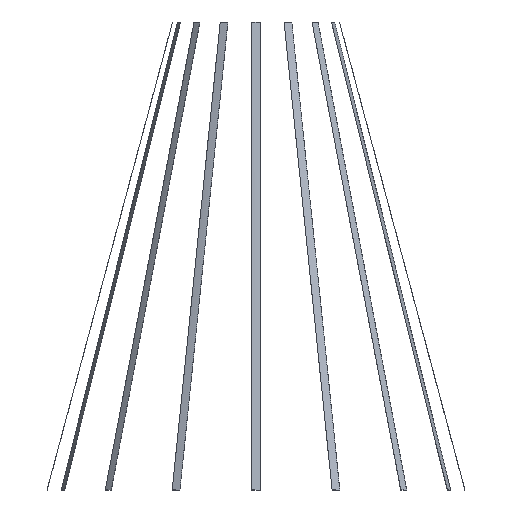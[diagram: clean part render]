
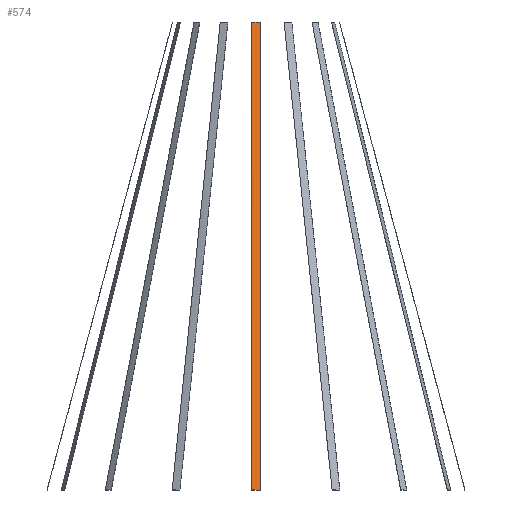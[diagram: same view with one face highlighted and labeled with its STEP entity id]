
A CAD part, left-side view. The second image highlights one B-rep face of the part: STEP entity #574.
In plain terms, the highlighted free-form (B-spline) face has degree [3, 3] with [4, 4] control points.
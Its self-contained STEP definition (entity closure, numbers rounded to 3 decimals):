
#520=CARTESIAN_POINT('Control Point',(-124.975,-2.5,0.)) ;
#521=CARTESIAN_POINT('Control Point',(-99.962,-2.5,93.333)) ;
#522=CARTESIAN_POINT('Control Point',(-74.95,-2.5,186.667)) ;
#523=CARTESIAN_POINT('Control Point',(-49.937,-2.5,280.)) ;
#524=CARTESIAN_POINT('Control Point',(-125.008,-0.834,0.)) ;
#525=CARTESIAN_POINT('Control Point',(-100.012,-0.834,93.333)) ;
#526=CARTESIAN_POINT('Control Point',(-75.017,-0.834,186.667)) ;
#527=CARTESIAN_POINT('Control Point',(-50.021,-0.835,280.)) ;
#528=CARTESIAN_POINT('Control Point',(-125.008,0.834,0.)) ;
#529=CARTESIAN_POINT('Control Point',(-100.012,0.834,93.333)) ;
#530=CARTESIAN_POINT('Control Point',(-75.017,0.834,186.667)) ;
#531=CARTESIAN_POINT('Control Point',(-50.021,0.835,280.)) ;
#532=CARTESIAN_POINT('Control Point',(-124.975,2.5,0.)) ;
#533=CARTESIAN_POINT('Control Point',(-99.962,2.5,93.333)) ;
#534=CARTESIAN_POINT('Control Point',(-74.95,2.5,186.667)) ;
#535=CARTESIAN_POINT('Control Point',(-49.937,2.5,280.)) ;
#537=CARTESIAN_POINT('Control Point',(-124.975,-2.5,0.)) ;
#538=CARTESIAN_POINT('Control Point',(-99.962,-2.5,93.333)) ;
#539=CARTESIAN_POINT('Control Point',(-74.95,-2.5,186.667)) ;
#540=CARTESIAN_POINT('Control Point',(-49.937,-2.5,280.)) ;
#541=CARTESIAN_POINT('Vertex',(-49.937,-2.5,280.)) ;
#543=CARTESIAN_POINT('Vertex',(-124.975,-2.5,0.)) ;
#547=CARTESIAN_POINT('Control Point',(-49.937,-2.5,280.)) ;
#548=CARTESIAN_POINT('Control Point',(-50.021,-0.835,280.)) ;
#549=CARTESIAN_POINT('Control Point',(-50.021,0.835,280.)) ;
#550=CARTESIAN_POINT('Control Point',(-49.937,2.5,280.)) ;
#551=CARTESIAN_POINT('Vertex',(-49.937,2.5,280.)) ;
#555=CARTESIAN_POINT('Control Point',(-124.975,2.5,0.)) ;
#556=CARTESIAN_POINT('Control Point',(-99.962,2.5,93.333)) ;
#557=CARTESIAN_POINT('Control Point',(-74.95,2.5,186.667)) ;
#558=CARTESIAN_POINT('Control Point',(-49.937,2.5,280.)) ;
#559=CARTESIAN_POINT('Vertex',(-124.975,2.5,0.)) ;
#563=CARTESIAN_POINT('Control Point',(-124.975,-2.5,0.)) ;
#564=CARTESIAN_POINT('Control Point',(-125.008,-0.834,0.)) ;
#565=CARTESIAN_POINT('Control Point',(-125.008,0.834,0.)) ;
#566=CARTESIAN_POINT('Control Point',(-124.975,2.5,0.)) ;
#569=ORIENTED_EDGE('',*,*,#545,.F.) ;
#570=ORIENTED_EDGE('',*,*,#553,.F.) ;
#571=ORIENTED_EDGE('',*,*,#561,.F.) ;
#572=ORIENTED_EDGE('',*,*,#567,.F.) ;
#574=ADVANCED_FACE('CircPattern.9',(#573),#519,.F.) ;
#536=B_SPLINE_CURVE_WITH_KNOTS('',3,(#537,#538,#539,#540),.UNSPECIFIED.,.F.,.U.,(4,4),(0.,289.874),.UNSPECIFIED.) ;
#546=B_SPLINE_CURVE_WITH_KNOTS('',3,(#547,#548,#549,#550),.UNSPECIFIED.,.F.,.U.,(4,4),(0.,5.002),.UNSPECIFIED.) ;
#554=B_SPLINE_CURVE_WITH_KNOTS('',3,(#555,#556,#557,#558),.UNSPECIFIED.,.F.,.U.,(4,4),(0.,289.874),.UNSPECIFIED.) ;
#562=B_SPLINE_CURVE_WITH_KNOTS('',3,(#563,#564,#565,#566),.UNSPECIFIED.,.F.,.U.,(4,4),(0.,5.002),.UNSPECIFIED.) ;
#519=B_SPLINE_SURFACE_WITH_KNOTS('',3,3,((#520,#521,#522,#523),(#524,#525,#526,#527),(#528,#529,#530,#531),(#532,#533,#534,#535)),.UNSPECIFIED.,.F.,.F.,.U.,(4,4),(4,4),(0.,5.002),(0.,289.874),.UNSPECIFIED.) ;
#545=EDGE_CURVE('',#542,#544,#536,.F.) ;
#553=EDGE_CURVE('',#552,#542,#546,.F.) ;
#561=EDGE_CURVE('',#560,#552,#554,.T.) ;
#567=EDGE_CURVE('',#544,#560,#562,.T.) ;
#568=EDGE_LOOP('',(#569,#570,#571,#572)) ;
#573=FACE_OUTER_BOUND('',#568,.T.) ;
#542=VERTEX_POINT('',#541) ;
#544=VERTEX_POINT('',#543) ;
#552=VERTEX_POINT('',#551) ;
#560=VERTEX_POINT('',#559) ;
